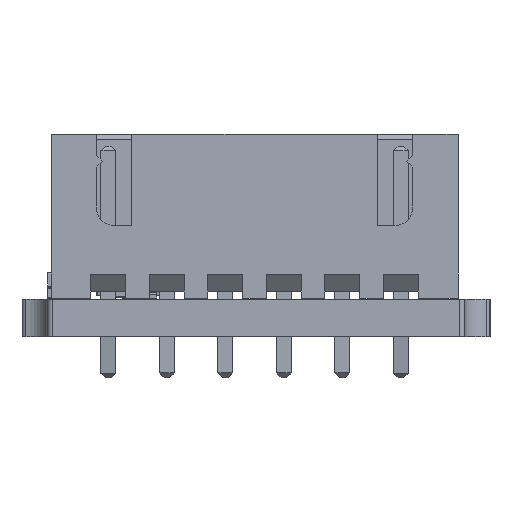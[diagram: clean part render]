
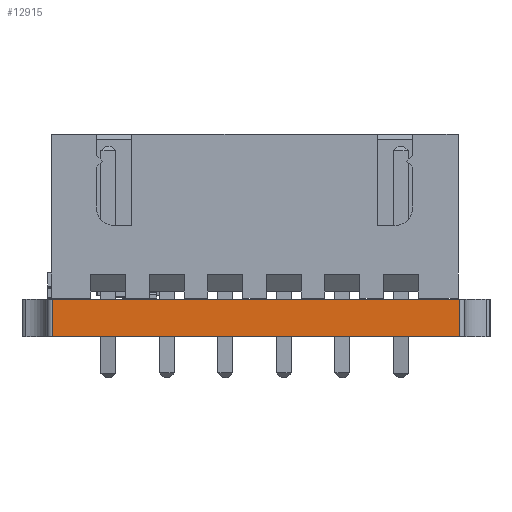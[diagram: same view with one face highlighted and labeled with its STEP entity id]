
A CAD part, left-side view. The second image highlights one B-rep face of the part: STEP entity #12915.
In plain terms, the highlighted planar face has unit normal (-1, 0, 0).
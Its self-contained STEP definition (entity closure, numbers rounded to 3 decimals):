
#12276 = VERTEX_POINT('',#12277);
#12277 = CARTESIAN_POINT('',(-4.487,2.405,0.));
#12284 = EDGE_CURVE('',#12285,#12276,#12287,.T.);
#12285 = VERTEX_POINT('',#12286);
#12286 = CARTESIAN_POINT('',(-4.487,-15.026,0.));
#12287 = LINE('',#12288,#12289);
#12288 = CARTESIAN_POINT('',(-4.487,-15.026,0.));
#12289 = VECTOR('',#12290,1.);
#12290 = DIRECTION('',(0.,1.,0.));
#12557 = VERTEX_POINT('',#12558);
#12558 = CARTESIAN_POINT('',(-4.487,2.405,1.6));
#12565 = EDGE_CURVE('',#12566,#12557,#12568,.T.);
#12566 = VERTEX_POINT('',#12567);
#12567 = CARTESIAN_POINT('',(-4.487,-15.026,1.6));
#12568 = LINE('',#12569,#12570);
#12569 = CARTESIAN_POINT('',(-4.487,-15.026,1.6));
#12570 = VECTOR('',#12571,1.);
#12571 = DIRECTION('',(0.,1.,0.));
#12885 = EDGE_CURVE('',#12276,#12557,#12886,.T.);
#12886 = LINE('',#12887,#12888);
#12887 = CARTESIAN_POINT('',(-4.487,2.405,0.));
#12888 = VECTOR('',#12889,1.);
#12889 = DIRECTION('',(0.,0.,1.));
#12915 = ADVANCED_FACE('',(#12916),#12927,.T.);
#12916 = FACE_BOUND('',#12917,.T.);
#12917 = EDGE_LOOP('',(#12918,#12924,#12925,#12926));
#12918 = ORIENTED_EDGE('',*,*,#12919,.T.);
#12919 = EDGE_CURVE('',#12285,#12566,#12920,.T.);
#12920 = LINE('',#12921,#12922);
#12921 = CARTESIAN_POINT('',(-4.487,-15.026,0.));
#12922 = VECTOR('',#12923,1.);
#12923 = DIRECTION('',(0.,0.,1.));
#12924 = ORIENTED_EDGE('',*,*,#12565,.T.);
#12925 = ORIENTED_EDGE('',*,*,#12885,.F.);
#12926 = ORIENTED_EDGE('',*,*,#12284,.F.);
#12927 = PLANE('',#12928);
#12928 = AXIS2_PLACEMENT_3D('',#12929,#12930,#12931);
#12929 = CARTESIAN_POINT('',(-4.487,-15.026,0.));
#12930 = DIRECTION('',(-1.,0.,0.));
#12931 = DIRECTION('',(0.,1.,0.));
